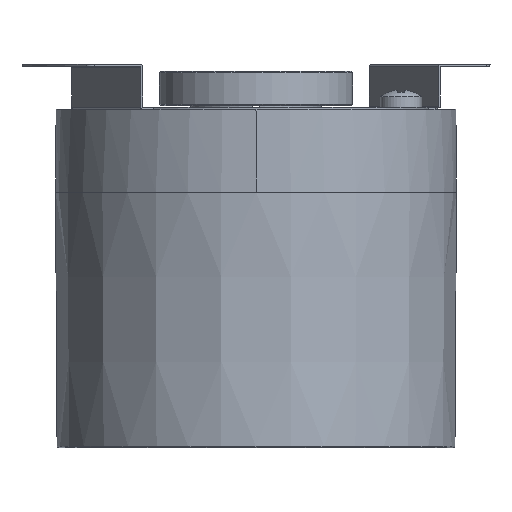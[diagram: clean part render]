
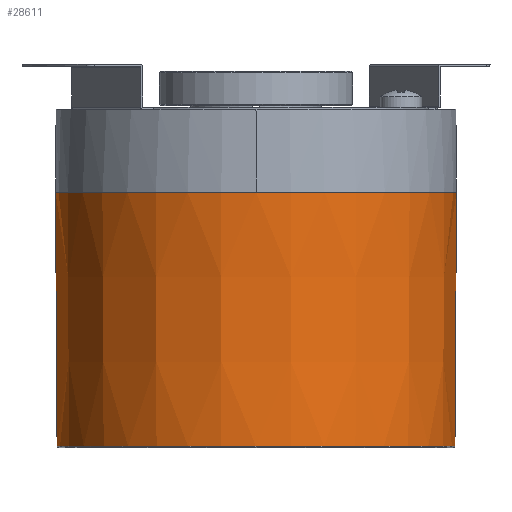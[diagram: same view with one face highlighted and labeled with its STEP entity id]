
A CAD part, front view. The second image highlights one B-rep face of the part: STEP entity #28611.
In plain terms, the highlighted conical face has half-angle 0.35 degrees and reference radius 28.927 mm.
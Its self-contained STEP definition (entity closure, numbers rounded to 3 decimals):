
#5927=CARTESIAN_POINT('',(0.,0.,-12.));
#5928=DIRECTION('',(0.,0.,1.));
#5929=DIRECTION('',(-1.,0.,0.));
#5930=AXIS2_PLACEMENT_3D('',#5927,#5928,#5929);
#5932=DIRECTION('',(0.006,0.,-1.));
#5933=VECTOR('',#5932,36.802);
#5934=CARTESIAN_POINT('',(-29.039,0.,-12.));
#5935=LINE('',#5934,#5933);
#5960=DIRECTION('',(0.006,0.,1.));
#5961=VECTOR('',#5960,36.802);
#5962=CARTESIAN_POINT('',(28.814,0.,
-48.801));
#5963=LINE('',#5962,#5961);
#5964=CARTESIAN_POINT('',(0.,0.,-48.801));
#5965=DIRECTION('',(0.,0.,1.));
#5966=DIRECTION('',(-1.,0.,0.));
#5967=AXIS2_PLACEMENT_3D('',#5964,#5965,#5966);
#21031=CARTESIAN_POINT('',(-28.814,0.,
-48.801));
#21032=CARTESIAN_POINT('',(28.814,0.,-48.801));
#21033=VERTEX_POINT('',#21031);
#21034=VERTEX_POINT('',#21032);
#21039=CARTESIAN_POINT('',(-29.039,0.,-12.));
#21040=CARTESIAN_POINT('',(29.039,0.,-12.));
#21041=VERTEX_POINT('',#21039);
#21042=VERTEX_POINT('',#21040);
#28599=CARTESIAN_POINT('',(0.,0.,-30.401));
#28600=DIRECTION('',(0.,0.,1.));
#28601=DIRECTION('',(1.,0.,0.));
#28602=AXIS2_PLACEMENT_3D('',#28599,#28600,#28601);
#28603=CONICAL_SURFACE('',#28602,28.927,0.35);
#28604=ORIENTED_EDGE('',*,*,#28563,.T.);
#28605=ORIENTED_EDGE('',*,*,#28594,.F.);
#28607=ORIENTED_EDGE('',*,*,#28606,.F.);
#28608=ORIENTED_EDGE('',*,*,#28578,.F.);
#28609=EDGE_LOOP('',(#28604,#28605,#28607,#28608));
#28610=FACE_OUTER_BOUND('',#28609,.F.);
#5931=CIRCLE('',#5930,29.039);
#5968=CIRCLE('',#5967,28.814);
#28563=EDGE_CURVE('',#21041,#21042,#5931,.T.);
#28578=EDGE_CURVE('',#21041,#21033,#5935,.T.);
#28594=EDGE_CURVE('',#21034,#21042,#5963,.T.);
#28606=EDGE_CURVE('',#21033,#21034,#5968,.T.);
#28611=ADVANCED_FACE('',(#28610),#28603,.T.);
